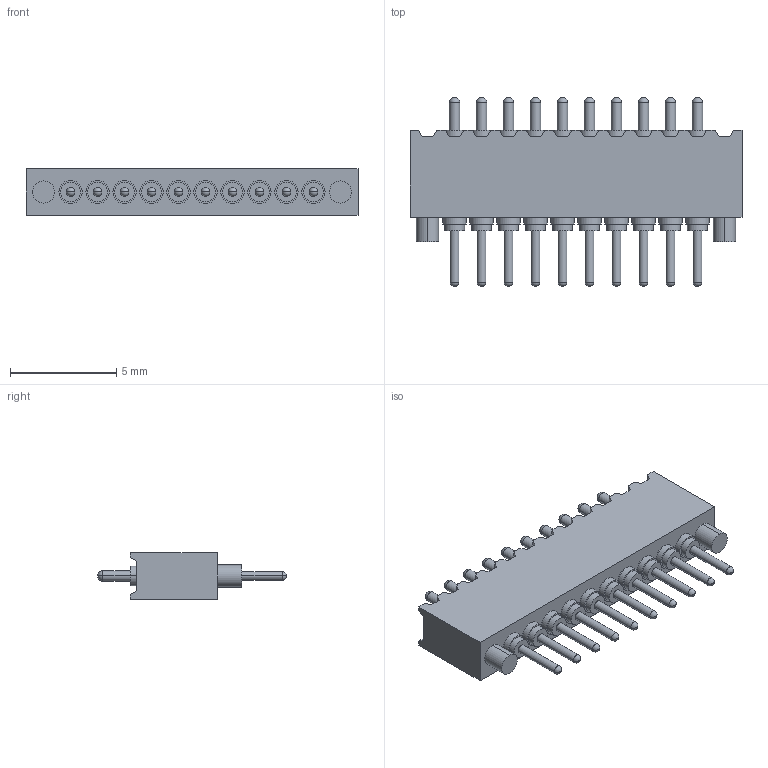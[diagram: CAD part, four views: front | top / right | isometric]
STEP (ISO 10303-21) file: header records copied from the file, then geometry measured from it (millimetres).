
FILE_DESCRIPTION (( 'STEP AP214' ), '1' );
FILE_NAME ('mill-max-854-22-010-10-001101.STEP', '2022-07-20T09:07:56', ( '' ), ( '' ), 'SwSTEP 2.0', 'SolidWorks 2022', '' );
FILE_SCHEMA (( 'AUTOMOTIVE_DESIGN' ));
Length unit declared in the file: inch
Products named in the file (3): 0985_default; P8XX-18-013-02-090000_P810-18-013-02-090000; mill-max-854-22-010-10-001101
Assembly tree (11 placements, depth 2):
  mill-max-854-22-010-10-001101
    P8XX-18-013-02-090000_P810-18-013-02-090000
    0985_default  x10
Bounding box: 15.62 x 8.89 x 2.21 mm (x, y, z)
Volume: 142.1 mm3; surface area: 544.1 mm2
Topology: 11 solids, 11 shells, 362 faces, 904 edges, 576 vertices
Faces by surface type: plane 158, cylinder 144, sphere 40, cone 20
Entity records: 5144 total; most frequent: CARTESIAN_POINT 881, ORIENTED_EDGE 856, DIRECTION 844, EDGE_CURVE 428, LINE 350, VECTOR 350, VERTEX_POINT 284, AXIS2_PLACEMENT_3D 247
